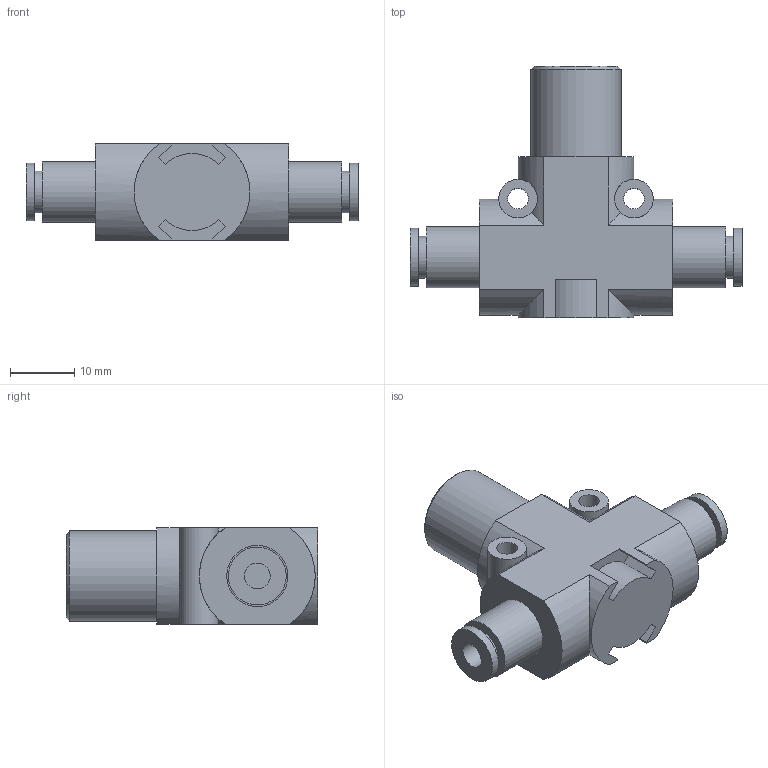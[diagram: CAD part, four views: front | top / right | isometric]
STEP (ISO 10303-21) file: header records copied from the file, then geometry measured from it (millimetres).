
FILE_DESCRIPTION(/* description */ ('Unknown'),/* implementation_level */ '2;1');
FILE_NAME(/* name */ '551.131.D4.D4.XX',/* time_stamp */ '2020-04-22T11:10:00-04:00',/* author */ ('Unknown'),/* organization */ ('Unknown'),/* preprocessor_version */ 'ST-DEVELOPER v16.7',/* originating_system */ 'Solid Edge',/* authorisation */ 'Unknown');
FILE_SCHEMA (('AUTOMOTIVE_DESIGN {1 0 10303 214 3 1 1}'));
Length unit declared in the file: millimetre
Products named in the file (3): 551.131.D4.D4.XX; 55113#0000XX; 551KD4
Assembly tree (3 placements, depth 2):
  551.131.D4.D4.XX
    55113#0000XX
    551KD4  x2
Bounding box: 51.6 x 39.1 x 15 mm (x, y, z)
Volume: 11721.8 mm3; surface area: 6572.1 mm2
Topology: 3 solids, 4 shells, 71 faces, 157 edges, 104 vertices
Faces by surface type: plane 39, cylinder 29, cone 3
Full cylindrical faces by diameter (mm): 3.2 x2, 4 x2, 4.134 x1, 6 x2, 6.5 x2, 9 x7, 9.5 x2, 14 x1
Entity records: 2191 total; most frequent: CARTESIAN_POINT 340, DIRECTION 294, ORIENTED_EDGE 240, EDGE_CURVE 120, AXIS2_PLACEMENT_3D 113, FACE_BOUND 93, EDGE_LOOP 92, VERTEX_POINT 91
